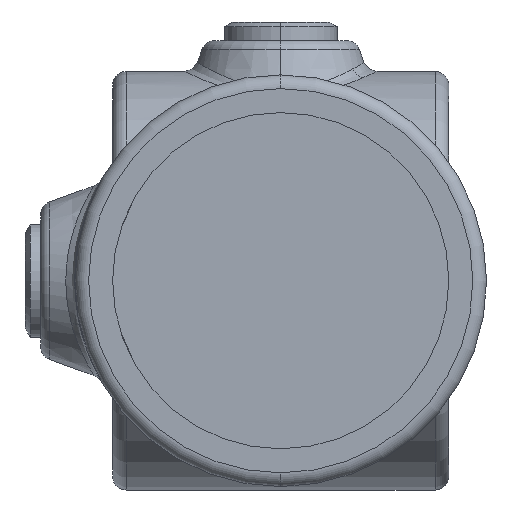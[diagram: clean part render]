
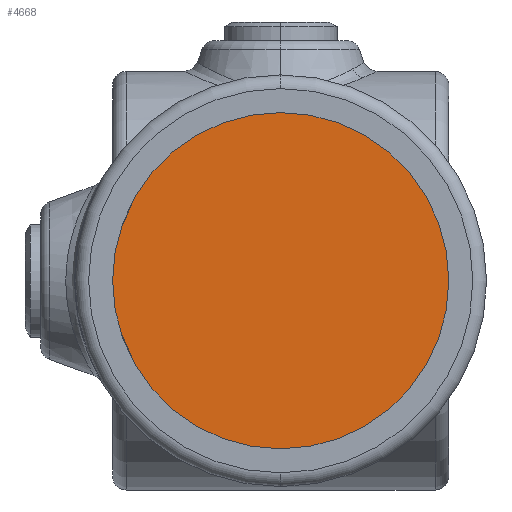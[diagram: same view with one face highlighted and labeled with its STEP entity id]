
A CAD part, left-side view. The second image highlights one B-rep face of the part: STEP entity #4668.
In plain terms, the highlighted face is planar.
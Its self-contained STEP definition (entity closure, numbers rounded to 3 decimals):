
#193 = ORIENTED_EDGE ( 'NONE', *, *, #4202, .T. ) ;
#256 = CARTESIAN_POINT ( 'NONE',  ( 5., 0., 0. ) ) ;
#499 = DIRECTION ( 'NONE',  ( 0., 0., -1. ) ) ;
#1007 = DIRECTION ( 'NONE',  ( 0., 0., -1. ) ) ;
#1532 = PLANE ( 'NONE',  #3289 ) ;
#2414 = FACE_OUTER_BOUND ( 'NONE', #7946, .T. ) ;
#3289 = AXIS2_PLACEMENT_3D ( 'NONE', #4177, #4943, #6282 ) ;
#3715 = CARTESIAN_POINT ( 'NONE',  ( 5., 0., 0. ) ) ;
#3823 = DIRECTION ( 'NONE',  ( 1., 0., 0. ) ) ;
#4177 = CARTESIAN_POINT ( 'NONE',  ( 5., 0., 0. ) ) ;
#4202 = EDGE_CURVE ( 'NONE', #4238, #7305, #4248, .T. ) ;
#4238 = VERTEX_POINT ( 'NONE', #6294 ) ;
#4248 = CIRCLE ( 'NONE', #8244, 24.5 ) ;
#4668 = ADVANCED_FACE ( 'NONE', ( #2414 ), #1532, .T. ) ;
#4737 = DIRECTION ( 'NONE',  ( 1., 0., 0. ) ) ;
#4943 = DIRECTION ( 'NONE',  ( 1., 0., 0. ) ) ;
#5511 = CARTESIAN_POINT ( 'NONE',  ( 5., 0., 24.5 ) ) ;
#6282 = DIRECTION ( 'NONE',  ( 0., 0., -1. ) ) ;
#6294 = CARTESIAN_POINT ( 'NONE',  ( 5., 0., -24.5 ) ) ;
#6728 = AXIS2_PLACEMENT_3D ( 'NONE', #256, #4737, #1007 ) ;
#6934 = EDGE_CURVE ( 'NONE', #7305, #4238, #7045, .T. ) ;
#7045 = CIRCLE ( 'NONE', #6728, 24.5 ) ;
#7305 = VERTEX_POINT ( 'NONE', #5511 ) ;
#7946 = EDGE_LOOP ( 'NONE', ( #193, #8275 ) ) ;
#8244 = AXIS2_PLACEMENT_3D ( 'NONE', #3715, #3823, #499 ) ;
#8275 = ORIENTED_EDGE ( 'NONE', *, *, #6934, .T. ) ;
